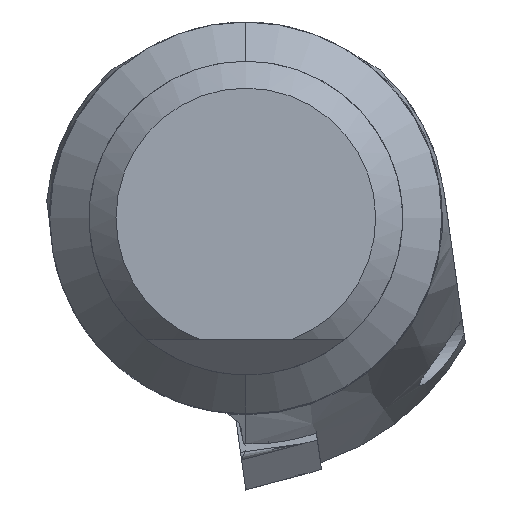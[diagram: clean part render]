
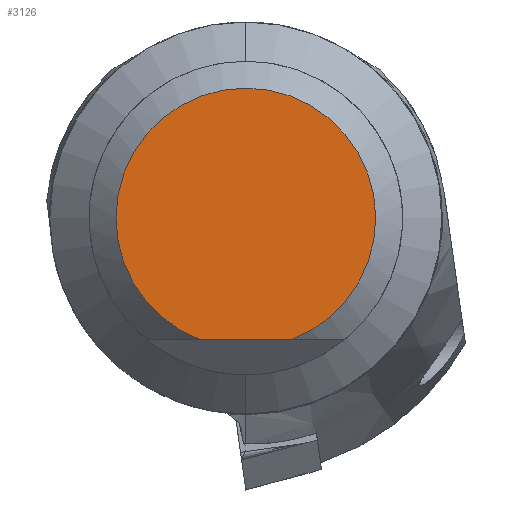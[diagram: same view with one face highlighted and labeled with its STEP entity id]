
A CAD part, left-side view. The second image highlights one B-rep face of the part: STEP entity #3126.
In plain terms, the highlighted planar face has unit normal (-1, 0, 0).
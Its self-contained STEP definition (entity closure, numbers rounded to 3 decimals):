
#7 = DIRECTION ( 'NONE',  ( -1., 0., 0. ) ) ;
#31 = CARTESIAN_POINT ( 'NONE',  ( 0., 0., 0. ) ) ;
#99 = DIRECTION ( 'NONE',  ( 1., 0., 0. ) ) ;
#555 = DIRECTION ( 'NONE',  ( 0., 1., 0. ) ) ;
#860 = CARTESIAN_POINT ( 'NONE',  ( 0., -13.2, -6.2 ) ) ;
#1032 = CARTESIAN_POINT ( 'NONE',  ( 0., 0., 0. ) ) ;
#1557 = ORIENTED_EDGE ( 'NONE', *, *, #2281, .F. ) ;
#1828 = LINE ( 'NONE', #860, #2343 ) ;
#1835 = ORIENTED_EDGE ( 'NONE', *, *, #2366, .T. ) ;
#1921 = AXIS2_PLACEMENT_3D ( 'NONE', #1032, #99, #3078 ) ;
#2068 = VERTEX_POINT ( 'NONE', #3680 ) ;
#2281 = EDGE_CURVE ( 'NONE', #3616, #2068, #1828, .T. ) ;
#2343 = VECTOR ( 'NONE', #555, 1000. ) ;
#2366 = EDGE_CURVE ( 'NONE', #3616, #2068, #2429, .T. ) ;
#2429 = CIRCLE ( 'NONE', #2772, 6.625 ) ;
#2772 = AXIS2_PLACEMENT_3D ( 'NONE', #31, #7, #3717 ) ;
#3032 = CARTESIAN_POINT ( 'NONE',  ( 0., -2.335, -6.2 ) ) ;
#3078 = DIRECTION ( 'NONE',  ( 0., 0., -1. ) ) ;
#3126 = ADVANCED_FACE ( 'NONE', ( #3409 ), #3686, .F. ) ;
#3257 = EDGE_LOOP ( 'NONE', ( #1835, #1557 ) ) ;
#3409 = FACE_OUTER_BOUND ( 'NONE', #3257, .T. ) ;
#3616 = VERTEX_POINT ( 'NONE', #3032 ) ;
#3680 = CARTESIAN_POINT ( 'NONE',  ( 0., 2.335, -6.2 ) ) ;
#3686 = PLANE ( 'NONE',  #1921 ) ;
#3717 = DIRECTION ( 'NONE',  ( 0., 0., 1. ) ) ;
